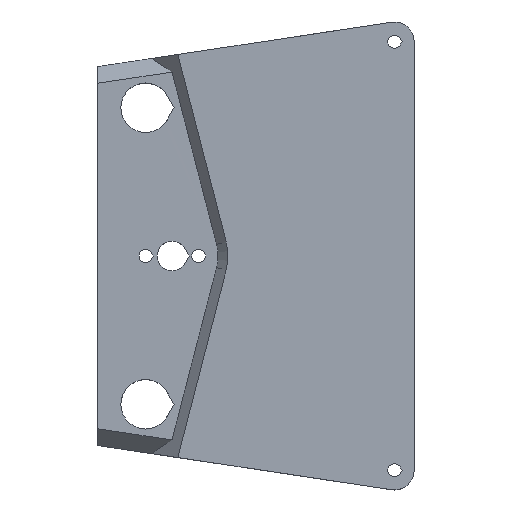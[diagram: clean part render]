
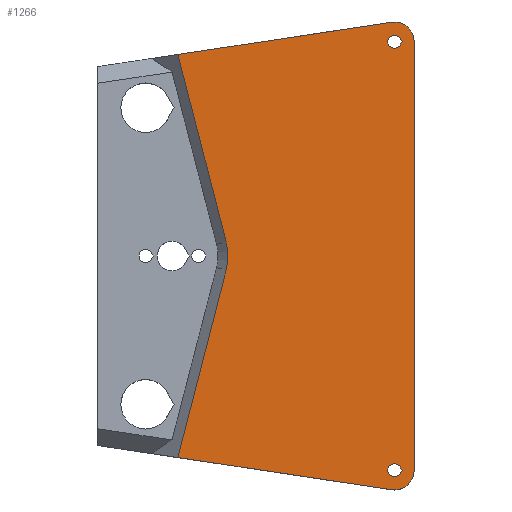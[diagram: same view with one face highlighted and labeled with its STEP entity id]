
A CAD part, top view. The second image highlights one B-rep face of the part: STEP entity #1266.
In plain terms, the highlighted planar face has unit normal (0, 0, 1).
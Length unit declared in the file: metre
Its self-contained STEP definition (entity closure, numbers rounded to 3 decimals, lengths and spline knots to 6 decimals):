
#49=CIRCLE('',#1346,0.002);
#51=CIRCLE('',#1349,0.002);
#54=CIRCLE('',#1353,0.006);
#58=CIRCLE('',#1361,0.006);
#65=CIRCLE('',#1377,0.017);
#242=ORIENTED_EDGE('',*,*,#567,.F.);
#243=ORIENTED_EDGE('',*,*,#516,.F.);
#244=ORIENTED_EDGE('',*,*,#568,.T.);
#245=ORIENTED_EDGE('',*,*,#569,.F.);
#246=ORIENTED_EDGE('',*,*,#512,.F.);
#247=ORIENTED_EDGE('',*,*,#570,.T.);
#248=ORIENTED_EDGE('',*,*,#527,.T.);
#249=ORIENTED_EDGE('',*,*,#571,.T.);
#250=ORIENTED_EDGE('',*,*,#572,.T.);
#251=ORIENTED_EDGE('',*,*,#573,.T.);
#252=ORIENTED_EDGE('',*,*,#542,.F.);
#253=ORIENTED_EDGE('',*,*,#546,.T.);
#254=ORIENTED_EDGE('',*,*,#506,.F.);
#255=ORIENTED_EDGE('',*,*,#521,.T.);
#506=EDGE_CURVE('',#680,#681,#793,.T.);
#512=EDGE_CURVE('',#685,#687,#49,.T.);
#516=EDGE_CURVE('',#689,#691,#51,.T.);
#521=EDGE_CURVE('',#680,#694,#54,.T.);
#527=EDGE_CURVE('',#694,#700,#806,.T.);
#542=EDGE_CURVE('',#710,#711,#818,.T.);
#546=EDGE_CURVE('',#710,#681,#58,.T.);
#567=EDGE_CURVE('',#691,#719,#835,.T.);
#568=EDGE_CURVE('',#689,#719,#836,.T.);
#569=EDGE_CURVE('',#687,#720,#837,.T.);
#570=EDGE_CURVE('',#685,#720,#838,.T.);
#571=EDGE_CURVE('',#700,#721,#839,.T.);
#572=EDGE_CURVE('',#721,#722,#65,.F.);
#573=EDGE_CURVE('',#722,#711,#840,.T.);
#680=VERTEX_POINT('',#1922);
#681=VERTEX_POINT('',#1924);
#685=VERTEX_POINT('',#1937);
#687=VERTEX_POINT('',#1940);
#689=VERTEX_POINT('',#1946);
#691=VERTEX_POINT('',#1949);
#694=VERTEX_POINT('',#1957);
#700=VERTEX_POINT('',#1973);
#710=VERTEX_POINT('',#2003);
#711=VERTEX_POINT('',#2005);
#719=VERTEX_POINT('',#2048);
#720=VERTEX_POINT('',#2051);
#721=VERTEX_POINT('',#2054);
#722=VERTEX_POINT('',#2056);
#793=LINE('',#1923,#934);
#806=LINE('',#1974,#947);
#818=LINE('',#2004,#959);
#835=LINE('',#2047,#976);
#836=LINE('',#2049,#977);
#837=LINE('',#2050,#978);
#838=LINE('',#2052,#979);
#839=LINE('',#2053,#980);
#840=LINE('',#2057,#981);
#934=VECTOR('',#1530,1.);
#947=VECTOR('',#1563,1.);
#959=VECTOR('',#1583,1.);
#976=VECTOR('',#1636,1.);
#977=VECTOR('',#1637,1.);
#978=VECTOR('',#1638,1.);
#979=VECTOR('',#1639,1.);
#980=VECTOR('',#1640,1.);
#981=VECTOR('',#1643,1.);
#1055=EDGE_LOOP('',(#242,#243,#244));
#1056=EDGE_LOOP('',(#245,#246,#247));
#1057=EDGE_LOOP('',(#248,#249,#250,#251,#252,#253,#254,#255));
#1144=FACE_BOUND('',#1055,.T.);
#1145=FACE_BOUND('',#1056,.T.);
#1146=FACE_BOUND('',#1057,.T.);
#1205=PLANE('',#1376);
#1266=ADVANCED_FACE('',(#1144,#1145,#1146),#1205,.T.);
#1346=AXIS2_PLACEMENT_3D('',#1939,#1537,#1538);
#1349=AXIS2_PLACEMENT_3D('',#1948,#1545,#1546);
#1353=AXIS2_PLACEMENT_3D('',#1958,#1555,#1556);
#1361=AXIS2_PLACEMENT_3D('',#2011,#1590,#1591);
#1376=AXIS2_PLACEMENT_3D('',#2046,#1634,#1635);
#1377=AXIS2_PLACEMENT_3D('',#2055,#1641,#1642);
#1530=DIRECTION('',(0.,-1.,0.));
#1537=DIRECTION('',(0.,0.,1.));
#1538=DIRECTION('',(1.,0.,0.));
#1545=DIRECTION('',(0.,0.,1.));
#1546=DIRECTION('',(1.,0.,0.));
#1555=DIRECTION('',(0.,0.,1.));
#1556=DIRECTION('',(1.,0.,0.));
#1563=DIRECTION('',(-0.989,-0.149,0.));
#1583=DIRECTION('',(-0.989,0.149,0.));
#1590=DIRECTION('',(0.,0.,1.));
#1591=DIRECTION('',(1.,0.,0.));
#1634=DIRECTION('',(0.,0.,1.));
#1635=DIRECTION('',(1.,0.,0.));
#1636=DIRECTION('',(0.5,0.866,0.));
#1637=DIRECTION('',(0.5,-0.866,0.));
#1638=DIRECTION('',(0.5,0.866,0.));
#1639=DIRECTION('',(0.5,-0.866,0.));
#1640=DIRECTION('',(0.25,-0.968,0.));
#1641=DIRECTION('',(0.,0.,1.));
#1642=DIRECTION('',(1.,0.,0.));
#1643=DIRECTION('',(-0.25,-0.968,0.));
#1922=CARTESIAN_POINT('',(-0.234,0.26,0.143));
#1923=CARTESIAN_POINT('',(-0.234,0.195,0.143));
#1924=CARTESIAN_POINT('',(-0.234,0.13,0.143));
#1937=CARTESIAN_POINT('',(-0.238268,0.131001,0.142999));
#1939=CARTESIAN_POINT('',(-0.24,0.13,0.143));
#1940=CARTESIAN_POINT('',(-0.238268,0.129,0.142999));
#1946=CARTESIAN_POINT('',(-0.238268,0.261001,0.142999));
#1948=CARTESIAN_POINT('',(-0.24,0.26,0.143));
#1949=CARTESIAN_POINT('',(-0.238268,0.259,0.142999));
#1957=CARTESIAN_POINT('',(-0.240896,0.265933,0.143));
#1958=CARTESIAN_POINT('',(-0.24,0.26,0.143));
#1973=CARTESIAN_POINT('',(-0.305724,0.256141,0.143));
#1974=CARTESIAN_POINT('',(-0.285448,0.259204,0.143));
#2003=CARTESIAN_POINT('',(-0.240896,0.124067,0.143));
#2004=CARTESIAN_POINT('',(-0.285448,0.130796,0.143));
#2005=CARTESIAN_POINT('',(-0.305724,0.133859,0.143));
#2011=CARTESIAN_POINT('',(-0.24,0.13,0.143));
#2046=CARTESIAN_POINT('',(-0.282,0.195,0.143));
#2047=CARTESIAN_POINT('',(-0.238268,0.259,0.143));
#2048=CARTESIAN_POINT('',(-0.237691,0.26,0.143));
#2049=CARTESIAN_POINT('',(-0.238268,0.261,0.143));
#2050=CARTESIAN_POINT('',(-0.238268,0.129,0.143));
#2051=CARTESIAN_POINT('',(-0.237691,0.13,0.143));
#2052=CARTESIAN_POINT('',(-0.238268,0.131,0.143));
#2053=CARTESIAN_POINT('',(-0.289447,0.193078,0.143));
#2054=CARTESIAN_POINT('',(-0.291039,0.199249,0.143));
#2055=CARTESIAN_POINT('',(-0.3075,0.195,0.143));
#2056=CARTESIAN_POINT('',(-0.291039,0.190751,0.143));
#2057=CARTESIAN_POINT('',(-0.305801,0.13356,0.143));
